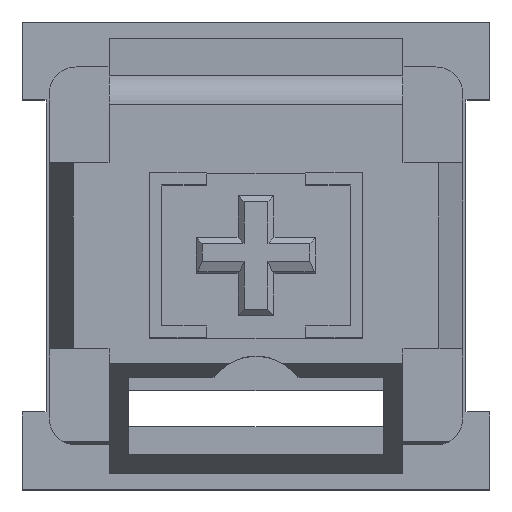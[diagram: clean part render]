
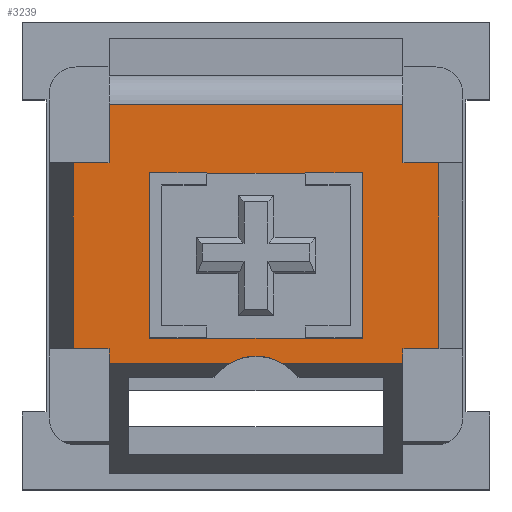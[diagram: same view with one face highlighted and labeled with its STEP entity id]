
A CAD part, top view. The second image highlights one B-rep face of the part: STEP entity #3239.
In plain terms, the highlighted planar face has unit normal (0, 0, 1).
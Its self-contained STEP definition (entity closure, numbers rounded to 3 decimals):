
#49=FACE_BOUND('',#440,.T.);
#62=CIRCLE('',#3509,1.75);
#269=FACE_OUTER_BOUND('',#439,.T.);
#439=EDGE_LOOP('',(#2252,#2253,#2254,#2255,#2256,#2257,#2258,#2259,#2260,
#2261,#2262,#2263,#2264,#2265));
#440=EDGE_LOOP('',(#2266,#2267,#2268,#2269));
#653=LINE('',#4616,#1070);
#656=LINE('',#4622,#1073);
#660=LINE('',#4630,#1077);
#661=LINE('',#4632,#1078);
#662=LINE('',#4634,#1079);
#663=LINE('',#4638,#1080);
#664=LINE('',#4640,#1081);
#665=LINE('',#4642,#1082);
#666=LINE('',#4644,#1083);
#667=LINE('',#4646,#1084);
#668=LINE('',#4648,#1085);
#669=LINE('',#4650,#1086);
#670=LINE('',#4651,#1087);
#671=LINE('',#4654,#1088);
#672=LINE('',#4656,#1089);
#673=LINE('',#4658,#1090);
#674=LINE('',#4659,#1091);
#1070=VECTOR('',#3771,10.);
#1073=VECTOR('',#3776,10.);
#1077=VECTOR('',#3782,10.);
#1078=VECTOR('',#3783,10.);
#1079=VECTOR('',#3784,10.);
#1080=VECTOR('',#3787,10.);
#1081=VECTOR('',#3788,10.);
#1082=VECTOR('',#3789,10.);
#1083=VECTOR('',#3790,10.);
#1084=VECTOR('',#3791,10.);
#1085=VECTOR('',#3792,10.);
#1086=VECTOR('',#3793,10.);
#1087=VECTOR('',#3794,10.);
#1088=VECTOR('',#3795,10.);
#1089=VECTOR('',#3796,10.);
#1090=VECTOR('',#3797,10.);
#1091=VECTOR('',#3798,10.);
#1475=VERTEX_POINT('',#4613);
#1476=VERTEX_POINT('',#4615);
#1478=VERTEX_POINT('',#4621);
#1481=VERTEX_POINT('',#4629);
#1482=VERTEX_POINT('',#4631);
#1483=VERTEX_POINT('',#4633);
#1484=VERTEX_POINT('',#4635);
#1485=VERTEX_POINT('',#4637);
#1486=VERTEX_POINT('',#4639);
#1487=VERTEX_POINT('',#4641);
#1488=VERTEX_POINT('',#4643);
#1489=VERTEX_POINT('',#4645);
#1490=VERTEX_POINT('',#4647);
#1491=VERTEX_POINT('',#4649);
#1492=VERTEX_POINT('',#4652);
#1493=VERTEX_POINT('',#4653);
#1494=VERTEX_POINT('',#4655);
#1495=VERTEX_POINT('',#4657);
#1780=EDGE_CURVE('',#1475,#1476,#653,.T.);
#1783=EDGE_CURVE('',#1478,#1476,#656,.T.);
#1787=EDGE_CURVE('',#1475,#1481,#660,.T.);
#1788=EDGE_CURVE('',#1481,#1482,#661,.T.);
#1789=EDGE_CURVE('',#1482,#1483,#662,.T.);
#1790=EDGE_CURVE('',#1483,#1484,#62,.T.);
#1791=EDGE_CURVE('',#1484,#1485,#663,.T.);
#1792=EDGE_CURVE('',#1485,#1486,#664,.T.);
#1793=EDGE_CURVE('',#1486,#1487,#665,.T.);
#1794=EDGE_CURVE('',#1488,#1487,#666,.T.);
#1795=EDGE_CURVE('',#1488,#1489,#667,.T.);
#1796=EDGE_CURVE('',#1489,#1490,#668,.T.);
#1797=EDGE_CURVE('',#1491,#1490,#669,.T.);
#1798=EDGE_CURVE('',#1491,#1478,#670,.T.);
#1799=EDGE_CURVE('',#1492,#1493,#671,.T.);
#1800=EDGE_CURVE('',#1493,#1494,#672,.T.);
#1801=EDGE_CURVE('',#1494,#1495,#673,.T.);
#1802=EDGE_CURVE('',#1495,#1492,#674,.T.);
#2252=ORIENTED_EDGE('',*,*,#1780,.F.);
#2253=ORIENTED_EDGE('',*,*,#1787,.T.);
#2254=ORIENTED_EDGE('',*,*,#1788,.T.);
#2255=ORIENTED_EDGE('',*,*,#1789,.T.);
#2256=ORIENTED_EDGE('',*,*,#1790,.T.);
#2257=ORIENTED_EDGE('',*,*,#1791,.T.);
#2258=ORIENTED_EDGE('',*,*,#1792,.T.);
#2259=ORIENTED_EDGE('',*,*,#1793,.T.);
#2260=ORIENTED_EDGE('',*,*,#1794,.F.);
#2261=ORIENTED_EDGE('',*,*,#1795,.T.);
#2262=ORIENTED_EDGE('',*,*,#1796,.T.);
#2263=ORIENTED_EDGE('',*,*,#1797,.F.);
#2264=ORIENTED_EDGE('',*,*,#1798,.T.);
#2265=ORIENTED_EDGE('',*,*,#1783,.T.);
#2266=ORIENTED_EDGE('',*,*,#1799,.T.);
#2267=ORIENTED_EDGE('',*,*,#1800,.T.);
#2268=ORIENTED_EDGE('',*,*,#1801,.T.);
#2269=ORIENTED_EDGE('',*,*,#1802,.T.);
#3081=PLANE('',#3508);
#3239=ADVANCED_FACE('',(#269,#49),#3081,.T.);
#3508=AXIS2_PLACEMENT_3D('',#4628,#3780,#3781);
#3509=AXIS2_PLACEMENT_3D('',#4636,#3785,#3786);
#3771=DIRECTION('',(0.,1.,0.));
#3776=DIRECTION('',(-1.,0.,0.));
#3780=DIRECTION('center_axis',(0.,0.,1.));
#3781=DIRECTION('ref_axis',(1.,0.,0.));
#3782=DIRECTION('',(1.,0.,0.));
#3783=DIRECTION('',(0.,-1.,0.));
#3784=DIRECTION('',(1.,0.,0.));
#3785=DIRECTION('center_axis',(0.,0.,-1.));
#3786=DIRECTION('ref_axis',(0.8,0.6,0.));
#3787=DIRECTION('',(1.,0.,0.));
#3788=DIRECTION('',(0.,1.,0.));
#3789=DIRECTION('',(1.,0.,0.));
#3790=DIRECTION('',(0.,-1.,0.));
#3791=DIRECTION('',(-1.,0.,0.));
#3792=DIRECTION('',(0.,1.,0.));
#3793=DIRECTION('',(1.,0.,0.));
#3794=DIRECTION('',(0.,-1.,0.));
#3795=DIRECTION('',(0.,-1.,0.));
#3796=DIRECTION('',(-1.,0.,0.));
#3797=DIRECTION('',(0.,1.,0.));
#3798=DIRECTION('',(1.,0.,0.));
#4613=CARTESIAN_POINT('',(-6.1,-3.1,11.1));
#4615=CARTESIAN_POINT('',(-6.1,3.1,11.1));
#4616=CARTESIAN_POINT('',(-6.1,2.7,11.1));
#4621=CARTESIAN_POINT('',(-4.9,3.1,11.1));
#4622=CARTESIAN_POINT('',(-2.45,3.1,11.1));
#4628=CARTESIAN_POINT('Origin',(0.,0.,
11.1));
#4629=CARTESIAN_POINT('',(-4.9,-3.1,11.1));
#4630=CARTESIAN_POINT('',(-3.45,-3.1,11.1));
#4631=CARTESIAN_POINT('',(-4.9,-3.6,11.1));
#4632=CARTESIAN_POINT('',(-4.9,-1.55,11.1));
#4633=CARTESIAN_POINT('',(-0.901,-3.6,11.1));
#4634=CARTESIAN_POINT('',(3.9,-3.6,11.1));
#4635=CARTESIAN_POINT('',(0.901,-3.6,11.1));
#4636=CARTESIAN_POINT('Origin',(0.,-5.1,11.1));
#4637=CARTESIAN_POINT('',(4.9,-3.6,11.1));
#4638=CARTESIAN_POINT('',(3.9,-3.6,11.1));
#4639=CARTESIAN_POINT('',(4.9,-3.1,11.1));
#4640=CARTESIAN_POINT('',(4.9,-7.25,11.1));
#4641=CARTESIAN_POINT('',(6.1,-3.1,11.1));
#4642=CARTESIAN_POINT('',(2.45,-3.1,11.1));
#4643=CARTESIAN_POINT('',(6.1,3.1,11.1));
#4644=CARTESIAN_POINT('',(6.1,-2.7,11.1));
#4645=CARTESIAN_POINT('',(4.9,3.1,11.1));
#4646=CARTESIAN_POINT('',(3.45,3.1,11.1));
#4647=CARTESIAN_POINT('',(4.9,5.045,11.1));
#4648=CARTESIAN_POINT('',(4.9,1.55,11.1));
#4649=CARTESIAN_POINT('',(-4.9,5.045,11.1));
#4650=CARTESIAN_POINT('',(3.9,5.045,11.1));
#4651=CARTESIAN_POINT('',(-4.9,7.25,11.1));
#4652=CARTESIAN_POINT('',(3.55,2.75,11.1));
#4653=CARTESIAN_POINT('',(3.55,-2.75,11.1));
#4654=CARTESIAN_POINT('',(3.55,1.375,11.1));
#4655=CARTESIAN_POINT('',(-3.55,-2.75,11.1));
#4656=CARTESIAN_POINT('',(1.775,-2.75,11.1));
#4657=CARTESIAN_POINT('',(-3.55,2.75,11.1));
#4658=CARTESIAN_POINT('',(-3.55,-1.375,11.1));
#4659=CARTESIAN_POINT('',(-1.775,2.75,11.1));
